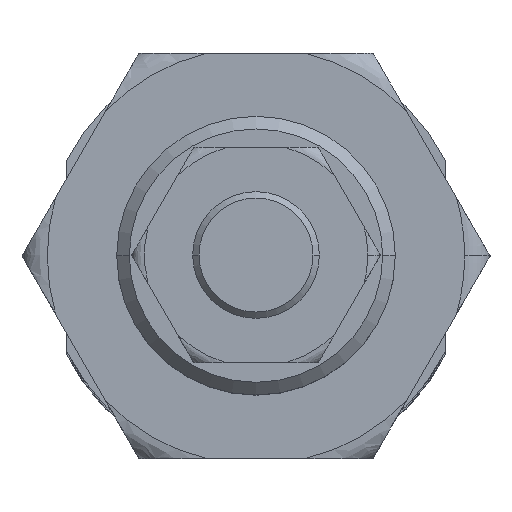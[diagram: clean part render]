
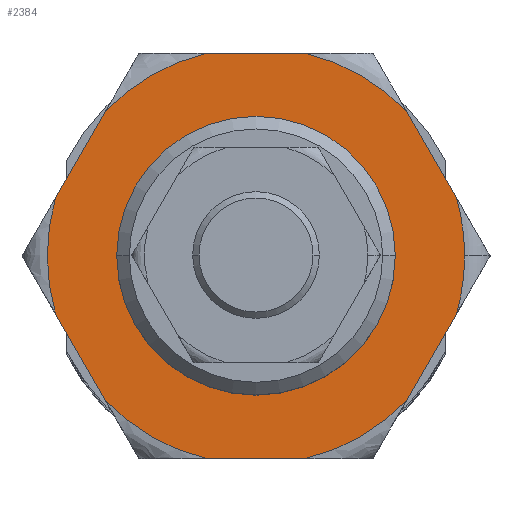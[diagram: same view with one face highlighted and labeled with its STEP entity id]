
A CAD part, top view. The second image highlights one B-rep face of the part: STEP entity #2384.
In plain terms, the highlighted planar face has unit normal (0, 0, 1).
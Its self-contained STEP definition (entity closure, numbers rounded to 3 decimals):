
#98 = CARTESIAN_POINT ( 'NONE',  ( -18.475, 0., 5.5 ) ) ;
#139 = LINE ( 'NONE', #3142, #1981 ) ;
#181 = PLANE ( 'NONE',  #455 ) ;
#188 = CARTESIAN_POINT ( 'NONE',  ( 18.475, 0., 5.5 ) ) ;
#206 = CARTESIAN_POINT ( 'NONE',  ( -3.928, 16., 5.5 ) ) ;
#219 = DIRECTION ( 'NONE',  ( 0., 0., -1. ) ) ;
#230 = CARTESIAN_POINT ( 'NONE',  ( 0., 0., 5.5 ) ) ;
#298 = CARTESIAN_POINT ( 'NONE',  ( 15.821, 4.598, 5.5 ) ) ;
#416 = CIRCLE ( 'NONE', #4388, 16.475 ) ;
#426 = VERTEX_POINT ( 'NONE', #3765 ) ;
#444 = VERTEX_POINT ( 'NONE', #3380 ) ;
#455 = AXIS2_PLACEMENT_3D ( 'NONE', #602, #4085, #1490 ) ;
#456 = EDGE_CURVE ( 'NONE', #3004, #2367, #617, .T. ) ;
#471 = FACE_BOUND ( 'NONE', #2313, .T. ) ;
#485 = LINE ( 'NONE', #665, #3174 ) ;
#513 = VERTEX_POINT ( 'NONE', #4503 ) ;
#527 = CIRCLE ( 'NONE', #4010, 16.475 ) ;
#555 = EDGE_CURVE ( 'NONE', #3241, #678, #1887, .T. ) ;
#576 = CARTESIAN_POINT ( 'NONE',  ( -15.821, -4.598, 5.5 ) ) ;
#590 = DIRECTION ( 'NONE',  ( 1., 0., 0. ) ) ;
#602 = CARTESIAN_POINT ( 'NONE',  ( 18.475, 0., 5.5 ) ) ;
#617 = CIRCLE ( 'NONE', #1733, 11. ) ;
#665 = CARTESIAN_POINT ( 'NONE',  ( 9.238, -16., 5.5 ) ) ;
#678 = VERTEX_POINT ( 'NONE', #2562 ) ;
#735 = VERTEX_POINT ( 'NONE', #298 ) ;
#757 = CARTESIAN_POINT ( 'NONE',  ( -11.892, 11.402, 5.5 ) ) ;
#804 = DIRECTION ( 'NONE',  ( 1., 0., 0. ) ) ;
#864 = DIRECTION ( 'NONE',  ( 1., 0., 0. ) ) ;
#952 = LINE ( 'NONE', #1881, #1157 ) ;
#974 = CIRCLE ( 'NONE', #1124, 16.475 ) ;
#993 = EDGE_CURVE ( 'NONE', #1242, #426, #974, .T. ) ;
#1034 = DIRECTION ( 'NONE',  ( -1., 0., 0. ) ) ;
#1084 = ORIENTED_EDGE ( 'NONE', *, *, #4226, .F. ) ;
#1098 = CARTESIAN_POINT ( 'NONE',  ( 11.892, -11.402, 5.5 ) ) ;
#1100 = CARTESIAN_POINT ( 'NONE',  ( 9.238, 16., 5.5 ) ) ;
#1105 = VERTEX_POINT ( 'NONE', #2321 ) ;
#1124 = AXIS2_PLACEMENT_3D ( 'NONE', #4219, #3314, #2540 ) ;
#1157 = VECTOR ( 'NONE', #804, 1000. ) ;
#1204 = CARTESIAN_POINT ( 'NONE',  ( 0., 0., 5.5 ) ) ;
#1222 = DIRECTION ( 'NONE',  ( 1., 0., 0. ) ) ;
#1232 = CARTESIAN_POINT ( 'NONE',  ( 0., 0., 5.5 ) ) ;
#1242 = VERTEX_POINT ( 'NONE', #576 ) ;
#1323 = ORIENTED_EDGE ( 'NONE', *, *, #4053, .F. ) ;
#1337 = ORIENTED_EDGE ( 'NONE', *, *, #2068, .F. ) ;
#1353 = AXIS2_PLACEMENT_3D ( 'NONE', #3645, #3107, #590 ) ;
#1374 = DIRECTION ( 'NONE',  ( 0., 0., 1. ) ) ;
#1453 = LINE ( 'NONE', #188, #1633 ) ;
#1472 = DIRECTION ( 'NONE',  ( 0., 0., -1. ) ) ;
#1490 = DIRECTION ( 'NONE',  ( 1., 0., 0. ) ) ;
#1513 = AXIS2_PLACEMENT_3D ( 'NONE', #3930, #219, #3181 ) ;
#1578 = VECTOR ( 'NONE', #1034, 1000. ) ;
#1584 = ORIENTED_EDGE ( 'NONE', *, *, #2183, .T. ) ;
#1585 = DIRECTION ( 'NONE',  ( 1., 0., 0. ) ) ;
#1630 = DIRECTION ( 'NONE',  ( 1., 0., 0. ) ) ;
#1633 = VECTOR ( 'NONE', #3701, 1000. ) ;
#1700 = CIRCLE ( 'NONE', #1701, 16.475 ) ;
#1701 = AXIS2_PLACEMENT_3D ( 'NONE', #2309, #2349, #2022 ) ;
#1731 = ORIENTED_EDGE ( 'NONE', *, *, #2616, .T. ) ;
#1733 = AXIS2_PLACEMENT_3D ( 'NONE', #1204, #1374, #1222 ) ;
#1812 = ORIENTED_EDGE ( 'NONE', *, *, #3788, .T. ) ;
#1820 = EDGE_CURVE ( 'NONE', #444, #2285, #3970, .T. ) ;
#1871 = ORIENTED_EDGE ( 'NONE', *, *, #3309, .T. ) ;
#1872 = CARTESIAN_POINT ( 'NONE',  ( 11., 0., 5.5 ) ) ;
#1881 = CARTESIAN_POINT ( 'NONE',  ( -9.238, -16., 5.5 ) ) ;
#1887 = CIRCLE ( 'NONE', #1513, 16.475 ) ;
#1928 = LINE ( 'NONE', #98, #4227 ) ;
#1981 = VECTOR ( 'NONE', #3178, 1000. ) ;
#2010 = ORIENTED_EDGE ( 'NONE', *, *, #456, .F. ) ;
#2022 = DIRECTION ( 'NONE',  ( 1., 0., 0. ) ) ;
#2068 = EDGE_CURVE ( 'NONE', #2367, #3004, #2745, .T. ) ;
#2183 = EDGE_CURVE ( 'NONE', #2977, #2561, #485, .T. ) ;
#2271 = ORIENTED_EDGE ( 'NONE', *, *, #555, .F. ) ;
#2285 = VERTEX_POINT ( 'NONE', #206 ) ;
#2309 = CARTESIAN_POINT ( 'NONE',  ( 0., 0., 5.5 ) ) ;
#2313 = EDGE_LOOP ( 'NONE', ( #2010, #1337 ) ) ;
#2321 = CARTESIAN_POINT ( 'NONE',  ( 16.475, 0., 5.5 ) ) ;
#2336 = AXIS2_PLACEMENT_3D ( 'NONE', #1232, #3533, #864 ) ;
#2349 = DIRECTION ( 'NONE',  ( 0., 0., -1. ) ) ;
#2363 = EDGE_CURVE ( 'NONE', #444, #3894, #416, .T. ) ;
#2367 = VERTEX_POINT ( 'NONE', #4676 ) ;
#2384 = ADVANCED_FACE ( 'NONE', ( #3847, #471 ), #181, .T. ) ;
#2521 = ORIENTED_EDGE ( 'NONE', *, *, #993, .F. ) ;
#2533 = ORIENTED_EDGE ( 'NONE', *, *, #4163, .F. ) ;
#2540 = DIRECTION ( 'NONE',  ( 1., 0., 0. ) ) ;
#2561 = VERTEX_POINT ( 'NONE', #4481 ) ;
#2562 = CARTESIAN_POINT ( 'NONE',  ( -11.892, -11.402, 5.5 ) ) ;
#2616 = EDGE_CURVE ( 'NONE', #735, #3894, #1453, .T. ) ;
#2745 = CIRCLE ( 'NONE', #1353, 11. ) ;
#2747 = ORIENTED_EDGE ( 'NONE', *, *, #1820, .T. ) ;
#2977 = VERTEX_POINT ( 'NONE', #1098 ) ;
#3004 = VERTEX_POINT ( 'NONE', #1872 ) ;
#3107 = DIRECTION ( 'NONE',  ( 0., 0., 1. ) ) ;
#3142 = CARTESIAN_POINT ( 'NONE',  ( -9.238, 16., 5.5 ) ) ;
#3174 = VECTOR ( 'NONE', #4071, 1000. ) ;
#3178 = DIRECTION ( 'NONE',  ( -0.5, -0.866, 0. ) ) ;
#3181 = DIRECTION ( 'NONE',  ( 1., 0., 0. ) ) ;
#3241 = VERTEX_POINT ( 'NONE', #4487 ) ;
#3294 = EDGE_CURVE ( 'NONE', #3465, #2285, #3785, .T. ) ;
#3309 = EDGE_CURVE ( 'NONE', #3241, #513, #952, .T. ) ;
#3314 = DIRECTION ( 'NONE',  ( 0., 0., -1. ) ) ;
#3380 = CARTESIAN_POINT ( 'NONE',  ( 3.928, 16., 5.5 ) ) ;
#3385 = DIRECTION ( 'NONE',  ( 1., 0., 0. ) ) ;
#3465 = VERTEX_POINT ( 'NONE', #757 ) ;
#3472 = CARTESIAN_POINT ( 'NONE',  ( 0., 0., 5.5 ) ) ;
#3533 = DIRECTION ( 'NONE',  ( 0., 0., -1. ) ) ;
#3550 = EDGE_CURVE ( 'NONE', #1242, #678, #1928, .T. ) ;
#3645 = CARTESIAN_POINT ( 'NONE',  ( 0., 0., 5.5 ) ) ;
#3700 = DIRECTION ( 'NONE',  ( 0.5, -0.866, 0. ) ) ;
#3701 = DIRECTION ( 'NONE',  ( -0.5, 0.866, 0. ) ) ;
#3727 = CARTESIAN_POINT ( 'NONE',  ( 0., 0., 5.5 ) ) ;
#3761 = CARTESIAN_POINT ( 'NONE',  ( 11.892, 11.402, 5.5 ) ) ;
#3765 = CARTESIAN_POINT ( 'NONE',  ( -15.821, 4.598, 5.5 ) ) ;
#3785 = CIRCLE ( 'NONE', #2336, 16.475 ) ;
#3788 = EDGE_CURVE ( 'NONE', #3465, #426, #139, .T. ) ;
#3847 = FACE_OUTER_BOUND ( 'NONE', #3946, .T. ) ;
#3894 = VERTEX_POINT ( 'NONE', #3761 ) ;
#3930 = CARTESIAN_POINT ( 'NONE',  ( 0., 0., 5.5 ) ) ;
#3946 = EDGE_LOOP ( 'NONE', ( #1084, #1584, #1323, #2533, #1731, #4249, #2747, #4165, #1812, #2521, #4196, #2271, #1871 ) ) ;
#3970 = LINE ( 'NONE', #1100, #1578 ) ;
#4010 = AXIS2_PLACEMENT_3D ( 'NONE', #3727, #4107, #1585 ) ;
#4053 = EDGE_CURVE ( 'NONE', #1105, #2561, #1700, .T. ) ;
#4071 = DIRECTION ( 'NONE',  ( 0.5, 0.866, 0. ) ) ;
#4085 = DIRECTION ( 'NONE',  ( 0., 0., 1. ) ) ;
#4107 = DIRECTION ( 'NONE',  ( 0., 0., -1. ) ) ;
#4163 = EDGE_CURVE ( 'NONE', #735, #1105, #527, .T. ) ;
#4165 = ORIENTED_EDGE ( 'NONE', *, *, #3294, .F. ) ;
#4196 = ORIENTED_EDGE ( 'NONE', *, *, #3550, .T. ) ;
#4219 = CARTESIAN_POINT ( 'NONE',  ( 0., 0., 5.5 ) ) ;
#4226 = EDGE_CURVE ( 'NONE', #2977, #513, #4567, .T. ) ;
#4227 = VECTOR ( 'NONE', #3700, 1000. ) ;
#4249 = ORIENTED_EDGE ( 'NONE', *, *, #2363, .F. ) ;
#4388 = AXIS2_PLACEMENT_3D ( 'NONE', #230, #4666, #3385 ) ;
#4481 = CARTESIAN_POINT ( 'NONE',  ( 15.821, -4.598, 5.5 ) ) ;
#4487 = CARTESIAN_POINT ( 'NONE',  ( -3.928, -16., 5.5 ) ) ;
#4503 = CARTESIAN_POINT ( 'NONE',  ( 3.928, -16., 5.5 ) ) ;
#4515 = AXIS2_PLACEMENT_3D ( 'NONE', #3472, #1472, #1630 ) ;
#4567 = CIRCLE ( 'NONE', #4515, 16.475 ) ;
#4666 = DIRECTION ( 'NONE',  ( 0., 0., -1. ) ) ;
#4676 = CARTESIAN_POINT ( 'NONE',  ( -11., 0., 5.5 ) ) ;
